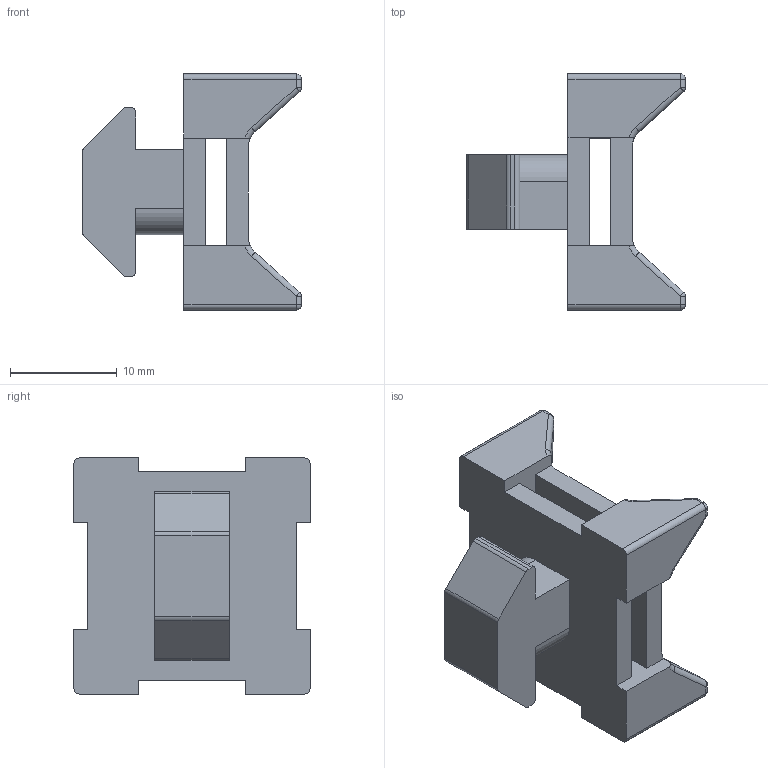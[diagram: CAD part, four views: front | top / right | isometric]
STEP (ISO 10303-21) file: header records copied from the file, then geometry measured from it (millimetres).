
FILE_DESCRIPTION(/* description */ ('PARTICOLARE BLOCCHETTO FERMACAVI CAVA 8'),/* implementation_level */ '2;1');
FILE_NAME(/* name */ 'CBLYY0000018.stp',/* time_stamp */ '2022-11-24T14:12:23+01:00',/* author */ ('tecnico7'),/* organization */ (''),/* preprocessor_version */ 'ST-DEVELOPER v18.1',/* originating_system */ 'Autodesk Inventor 2022',/* authorisation */ '');
FILE_SCHEMA (('AUTOMOTIVE_DESIGN { 1 0 10303 214 3 1 1 }'));
Length unit declared in the file: millimetre
Products named in the file (1): CBLYY0000018
Bounding box: 20.5 x 22.1 x 22.1 mm (x, y, z)
Volume: 3030.3 mm3; surface area: 2632.7 mm2
Topology: 1 solids, 1 shells, 127 faces, 326 edges, 192 vertices
Faces by surface type: plane 51, cylinder 48, sphere 16, torus 8, bspline 4
Entity records: 3939 total; most frequent: CARTESIAN_POINT 790, DIRECTION 674, ORIENTED_EDGE 644, EDGE_CURVE 322, AXIS2_PLACEMENT_3D 236, LINE 202, VECTOR 202, VERTEX_POINT 192
